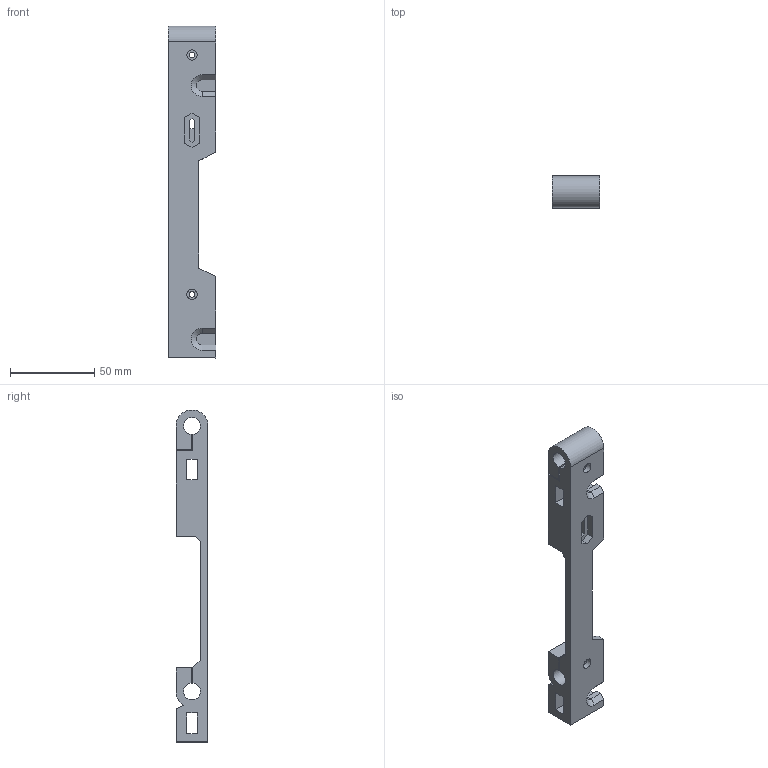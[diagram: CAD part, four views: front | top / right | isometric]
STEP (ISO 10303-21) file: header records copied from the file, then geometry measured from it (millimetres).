
FILE_DESCRIPTION(('FreeCAD Model'),'2;1');
FILE_NAME('Open CASCADE Shape Model','2024-08-08T23:49:57',(''),(''), 'Open CASCADE STEP processor 7.7','Ondsel','Unknown');
FILE_SCHEMA(('AUTOMOTIVE_DESIGN { 1 0 10303 214 1 1 1 1 }'));
Length unit declared in the file: millimetre
Products named in the file (1): Holder_B-Body
Bounding box: 28 x 19 x 197.18 mm (x, y, z)
Volume: 54524.3 mm3; surface area: 22748.5 mm2
Topology: 1 solids, 1 shells, 92 faces, 272 edges, 179 vertices
Faces by surface type: plane 74, cylinder 14, cone 4
Full cylindrical faces by diameter (mm): 3.4 x4, 4.5 x2, 6.1 x2
Entity records: 3492 total; most frequent: CARTESIAN_POINT 946, ORIENTED_EDGE 544, DIRECTION 482, EDGE_CURVE 272, LINE 240, VECTOR 240, VERTEX_POINT 179, AXIS2_PLACEMENT_3D 121
